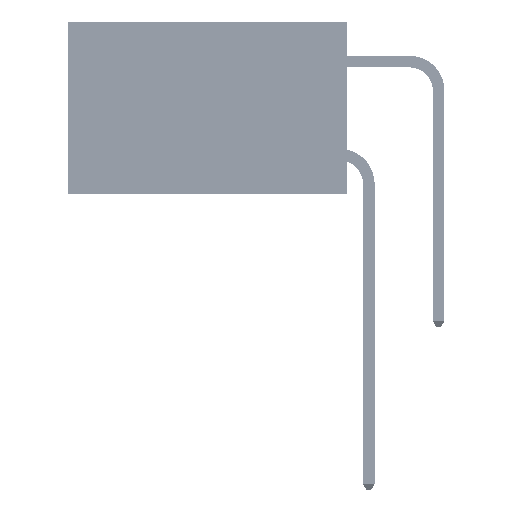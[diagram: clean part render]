
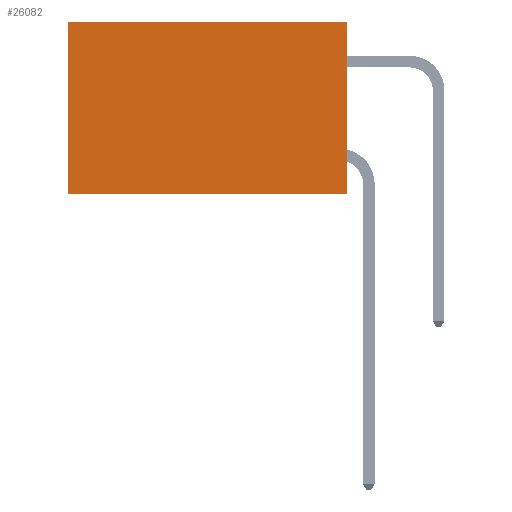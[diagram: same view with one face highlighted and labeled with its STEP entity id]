
A CAD part, left-side view. The second image highlights one B-rep face of the part: STEP entity #26082.
In plain terms, the highlighted planar face has unit normal (-1, 0, 0).
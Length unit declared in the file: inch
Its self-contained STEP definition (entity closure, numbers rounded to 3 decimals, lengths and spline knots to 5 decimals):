
#826 = ORIENTED_EDGE ( 'NONE', *, *, #53644, .F. ) ;
#1211 = VERTEX_POINT ( 'NONE', #40681 ) ;
#2365 = VERTEX_POINT ( 'NONE', #28502 ) ;
#2889 = CARTESIAN_POINT ( 'NONE',  ( 0.2875, 0., 0. ) ) ;
#3283 = VECTOR ( 'NONE', #44559, 39.37008 ) ;
#4156 = EDGE_CURVE ( 'NONE', #2365, #47820, #21398, .T. ) ;
#6844 = PLANE ( 'NONE',  #12795 ) ;
#7098 = CARTESIAN_POINT ( 'NONE',  ( 0.2875, 0., 0. ) ) ;
#10674 = CARTESIAN_POINT ( 'NONE',  ( 0.2875, 0., 0. ) ) ;
#11879 = LINE ( 'NONE', #43578, #37162 ) ;
#12795 = AXIS2_PLACEMENT_3D ( 'NONE', #10674, #23745, #39746 ) ;
#13690 = CARTESIAN_POINT ( 'NONE',  ( 0.2875, 0.6, 0. ) ) ;
#19046 = ORIENTED_EDGE ( 'NONE', *, *, #4156, .T. ) ;
#21398 = LINE ( 'NONE', #7098, #3283 ) ;
#21502 = DIRECTION ( 'NONE',  ( 0., 0., -1. ) ) ;
#23745 = DIRECTION ( 'NONE',  ( 1., 0., 0. ) ) ;
#26082 = ADVANCED_FACE ( 'NONE', ( #36635 ), #6844, .F. ) ;
#28502 = CARTESIAN_POINT ( 'NONE',  ( 0.2875, 0., 0. ) ) ;
#28911 = VECTOR ( 'NONE', #21502, 39.37008 ) ;
#30110 = ORIENTED_EDGE ( 'NONE', *, *, #47720, .T. ) ;
#33950 = VERTEX_POINT ( 'NONE', #48715 ) ;
#36635 = FACE_OUTER_BOUND ( 'NONE', #41205, .T. ) ;
#37162 = VECTOR ( 'NONE', #44294, 39.37008 ) ;
#39746 = DIRECTION ( 'NONE',  ( 0., 0., -1. ) ) ;
#40681 = CARTESIAN_POINT ( 'NONE',  ( 0.2875, 0.6, -0.37 ) ) ;
#41205 = EDGE_LOOP ( 'NONE', ( #30110, #826, #52465, #19046 ) ) ;
#43117 = VECTOR ( 'NONE', #48504, 39.37008 ) ;
#43578 = CARTESIAN_POINT ( 'NONE',  ( 0.2875, 0., -0.37 ) ) ;
#44294 = DIRECTION ( 'NONE',  ( 0., 1., 0. ) ) ;
#44559 = DIRECTION ( 'NONE',  ( 0., 1., 0. ) ) ;
#45877 = CARTESIAN_POINT ( 'NONE',  ( 0.2875, 0.6, 0. ) ) ;
#46493 = LINE ( 'NONE', #45877, #28911 ) ;
#47720 = EDGE_CURVE ( 'NONE', #47820, #1211, #46493, .T. ) ;
#47820 = VERTEX_POINT ( 'NONE', #13690 ) ;
#48504 = DIRECTION ( 'NONE',  ( 0., 0., -1. ) ) ;
#48715 = CARTESIAN_POINT ( 'NONE',  ( 0.2875, 0., -0.37 ) ) ;
#48934 = EDGE_CURVE ( 'NONE', #2365, #33950, #48951, .T. ) ;
#48951 = LINE ( 'NONE', #2889, #43117 ) ;
#52465 = ORIENTED_EDGE ( 'NONE', *, *, #48934, .F. ) ;
#53644 = EDGE_CURVE ( 'NONE', #33950, #1211, #11879, .T. ) ;
